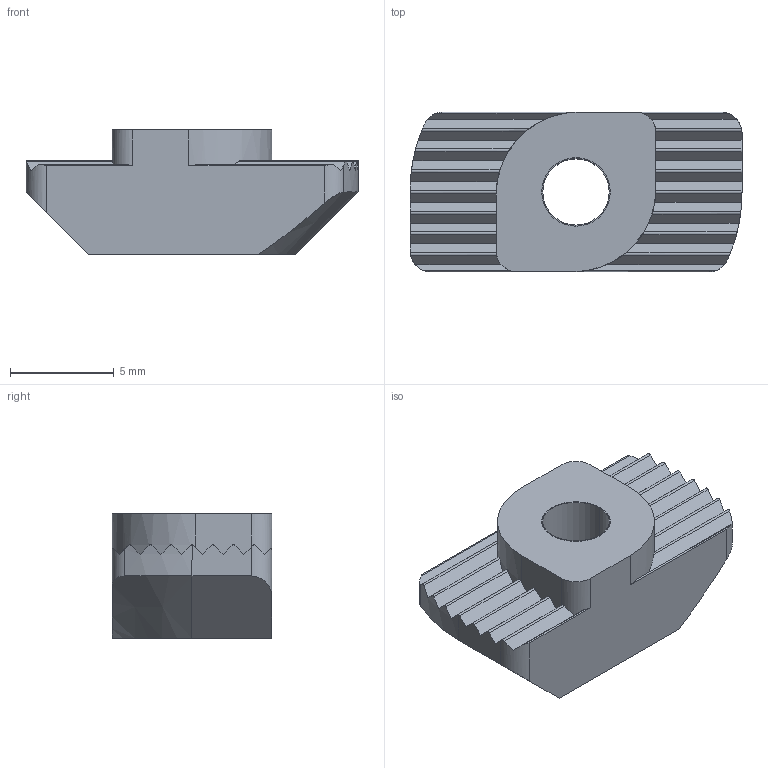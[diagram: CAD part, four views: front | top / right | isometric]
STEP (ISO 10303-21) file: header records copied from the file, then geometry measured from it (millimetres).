
FILE_DESCRIPTION (( 'STEP AP203' ), '1' );
FILE_NAME ('161127.step', '2022-01-27T15:39:13', ( '' ), ( '' ), 'SwSTEP 2.0', 'SolidWorks 2021', '' );
FILE_SCHEMA (( 'CONFIG_CONTROL_DESIGN' ));
Length unit declared in the file: millimetre
Products named in the file (1): 161127
Bounding box: 16 x 7.7 x 6 mm (x, y, z)
Surface area: 1006 mm2
Topology: 2 solids, 2 shells, 152 faces, 440 edges, 292 vertices
Faces by surface type: plane 84, cylinder 64, cone 4
Entity records: 5409 total; most frequent: CARTESIAN_POINT 1719, ORIENTED_EDGE 880, DIRECTION 618, EDGE_CURVE 440, VERTEX_POINT 292, VECTOR 224, LINE 224, AXIS2_PLACEMENT_3D 197
